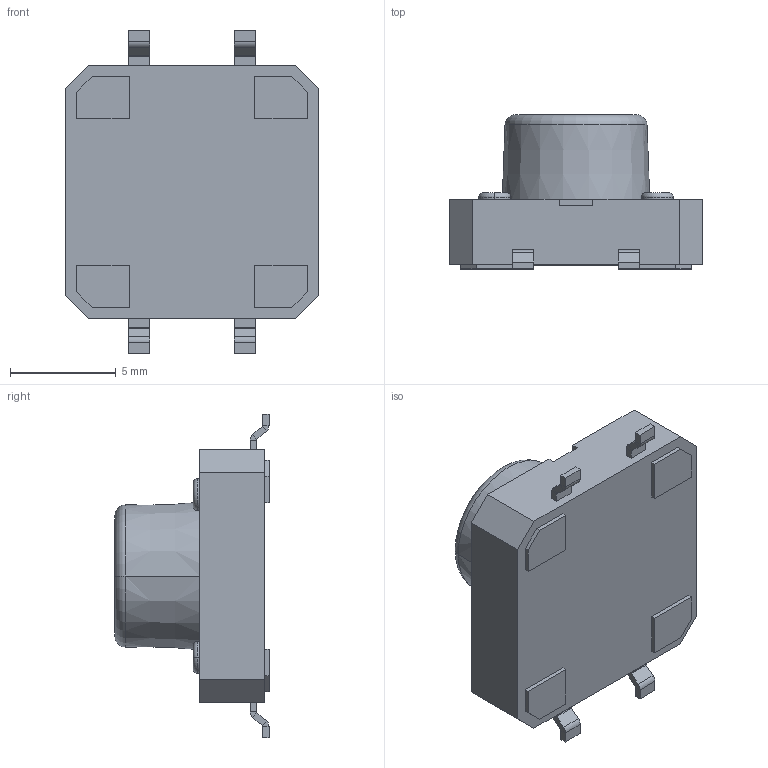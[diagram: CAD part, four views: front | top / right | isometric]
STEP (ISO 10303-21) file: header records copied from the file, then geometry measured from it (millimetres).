
FILE_DESCRIPTION((''),'2;1');
FILE_NAME('PTS125S73SMTR2XX_LFS','2022-03-17T21:57:37',('Cube.hu'),(''),'CREO PARAMETRIC BY PTC INC, 2019224','CREO PARAMETRIC BY PTC INC, 2019224','');
FILE_SCHEMA(('AUTOMOTIVE_DESIGN { 1 0 10303 214 1 1 1 1 }'));
Length unit declared in the file: millimetre
Products named in the file (1): PTS125S73SMTR2XX_LFS
Bounding box: 12 x 7.3 x 15.3 mm (x, y, z)
Volume: 499.1 mm3; surface area: 799.1 mm2
Topology: 1 solids, 1 shells, 375 faces, 977 edges, 622 vertices
Faces by surface type: plane 287, cylinder 62, cone 16, torus 10
Entity records: 11628 total; most frequent: CARTESIAN_POINT 2112, ORIENTED_EDGE 1954, DIRECTION 1900, EDGE_CURVE 977, VECTOR 763, LINE 763, VERTEX_POINT 622, AXIS2_PLACEMENT_3D 567
